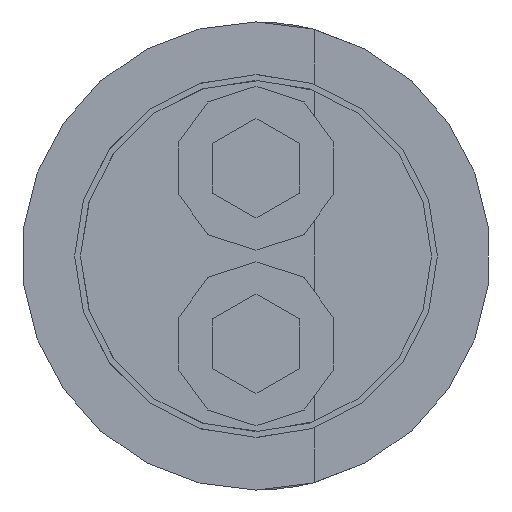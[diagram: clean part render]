
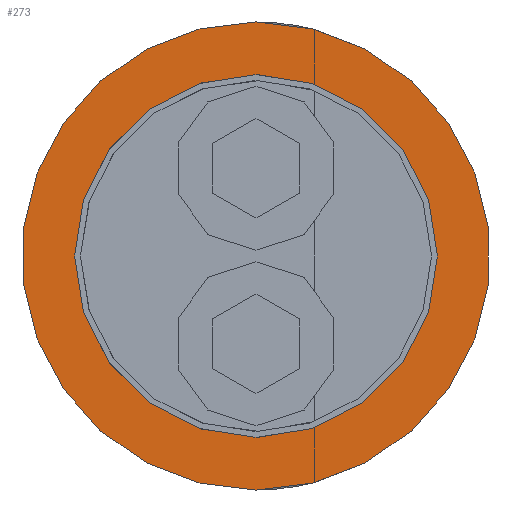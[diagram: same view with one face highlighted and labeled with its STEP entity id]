
A CAD part, left-side view. The second image highlights one B-rep face of the part: STEP entity #273.
In plain terms, the highlighted planar face has unit normal (-1, 0, 0).
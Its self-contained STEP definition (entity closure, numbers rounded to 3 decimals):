
#13 = DIRECTION ( 'NONE',  ( 0., 0., -1. ) ) ;
#51 = AXIS2_PLACEMENT_3D ( 'NONE', #336, #305, #605 ) ;
#132 = EDGE_CURVE ( 'NONE', #326, #1143, #198, .T. ) ;
#196 = VERTEX_POINT ( 'NONE', #887 ) ;
#198 = CIRCLE ( 'NONE', #867, 1.55 ) ;
#267 = ORIENTED_EDGE ( 'NONE', *, *, #132, .F. ) ;
#273 = ADVANCED_FACE ( 'NONE', ( #585, #1494 ), #1016, .F. ) ;
#305 = DIRECTION ( 'NONE',  ( 1., 0., 0. ) ) ;
#317 = EDGE_LOOP ( 'NONE', ( #1544, #546 ) ) ;
#326 = VERTEX_POINT ( 'NONE', #728 ) ;
#332 = EDGE_LOOP ( 'NONE', ( #267, #1532 ) ) ;
#336 = CARTESIAN_POINT ( 'NONE',  ( 0., 0., 0. ) ) ;
#389 = CIRCLE ( 'NONE', #1113, 1.55 ) ;
#393 = CARTESIAN_POINT ( 'NONE',  ( 0., 0., 0. ) ) ;
#485 = EDGE_CURVE ( 'NONE', #1549, #196, #1241, .T. ) ;
#486 = CARTESIAN_POINT ( 'NONE',  ( 0., 0., 0. ) ) ;
#521 = AXIS2_PLACEMENT_3D ( 'NONE', #1097, #749, #13 ) ;
#546 = ORIENTED_EDGE ( 'NONE', *, *, #485, .F. ) ;
#585 = FACE_BOUND ( 'NONE', #332, .T. ) ;
#605 = DIRECTION ( 'NONE',  ( 0., 0., -1. ) ) ;
#704 = DIRECTION ( 'NONE',  ( 0., 0., -1. ) ) ;
#719 = EDGE_CURVE ( 'NONE', #1143, #326, #389, .T. ) ;
#728 = CARTESIAN_POINT ( 'NONE',  ( 0., 1.55, 0. ) ) ;
#749 = DIRECTION ( 'NONE',  ( 1., 0., 0. ) ) ;
#756 = CARTESIAN_POINT ( 'NONE',  ( 0., 0., -2. ) ) ;
#786 = DIRECTION ( 'NONE',  ( 0., 0., -1. ) ) ;
#846 = DIRECTION ( 'NONE',  ( 0., 0., -1. ) ) ;
#861 = DIRECTION ( 'NONE',  ( -1., 0., 0. ) ) ;
#867 = AXIS2_PLACEMENT_3D ( 'NONE', #393, #861, #704 ) ;
#877 = EDGE_CURVE ( 'NONE', #196, #1549, #1019, .T. ) ;
#887 = CARTESIAN_POINT ( 'NONE',  ( 0., 0., 2. ) ) ;
#896 = CARTESIAN_POINT ( 'NONE',  ( 0., -1.55, 0. ) ) ;
#1016 = PLANE ( 'NONE',  #521 ) ;
#1019 = CIRCLE ( 'NONE', #1393, 2. ) ;
#1097 = CARTESIAN_POINT ( 'NONE',  ( 0., 0., 0. ) ) ;
#1113 = AXIS2_PLACEMENT_3D ( 'NONE', #486, #1223, #846 ) ;
#1143 = VERTEX_POINT ( 'NONE', #896 ) ;
#1223 = DIRECTION ( 'NONE',  ( -1., 0., 0. ) ) ;
#1241 = CIRCLE ( 'NONE', #51, 2. ) ;
#1283 = CARTESIAN_POINT ( 'NONE',  ( 0., 0., 0. ) ) ;
#1393 = AXIS2_PLACEMENT_3D ( 'NONE', #1283, #1504, #786 ) ;
#1494 = FACE_OUTER_BOUND ( 'NONE', #317, .T. ) ;
#1504 = DIRECTION ( 'NONE',  ( 1., 0., 0. ) ) ;
#1532 = ORIENTED_EDGE ( 'NONE', *, *, #719, .F. ) ;
#1544 = ORIENTED_EDGE ( 'NONE', *, *, #877, .F. ) ;
#1549 = VERTEX_POINT ( 'NONE', #756 ) ;
